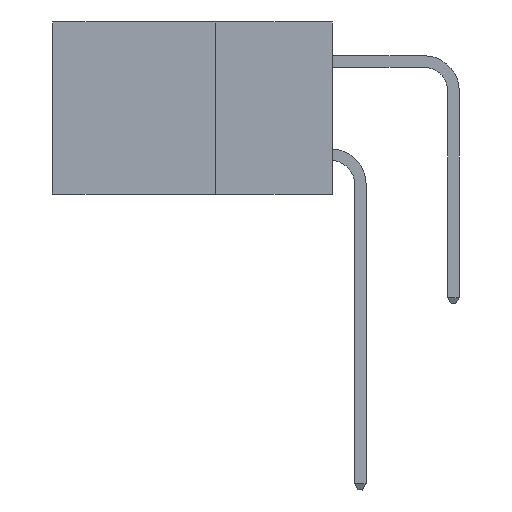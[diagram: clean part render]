
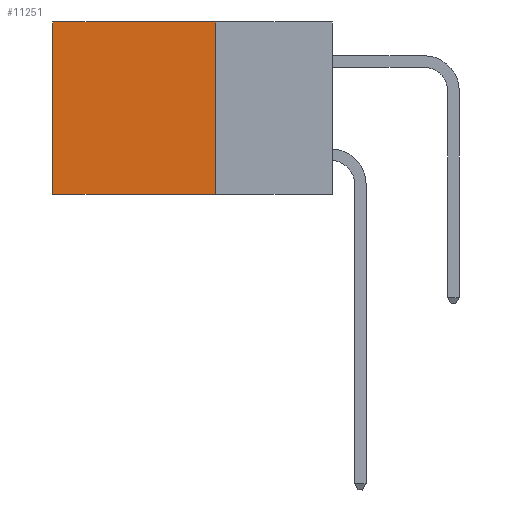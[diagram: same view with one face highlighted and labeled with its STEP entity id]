
A CAD part, left-side view. The second image highlights one B-rep face of the part: STEP entity #11251.
In plain terms, the highlighted planar face has unit normal (-1, 0, 0).
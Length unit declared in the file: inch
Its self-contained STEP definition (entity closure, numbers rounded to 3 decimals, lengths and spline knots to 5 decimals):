
#430 = ORIENTED_EDGE ( 'NONE', *, *, #1542, .T. ) ;
#892 = EDGE_CURVE ( 'NONE', #10453, #9157, #6037, .T. ) ;
#1002 = FACE_OUTER_BOUND ( 'NONE', #11584, .T. ) ;
#1081 = DIRECTION ( 'NONE',  ( 0., 1., 0. ) ) ;
#1438 = DIRECTION ( 'NONE',  ( 1., 0., 0. ) ) ;
#1542 = EDGE_CURVE ( 'NONE', #10453, #15043, #1635, .T. ) ;
#1635 = LINE ( 'NONE', #17603, #14554 ) ;
#3862 = CARTESIAN_POINT ( 'NONE',  ( 0.298, 0.25, -0.37 ) ) ;
#4229 = AXIS2_PLACEMENT_3D ( 'NONE', #8338, #1438, #5552 ) ;
#4489 = CARTESIAN_POINT ( 'NONE',  ( 0.298, 0.25, -0.37 ) ) ;
#5422 = PLANE ( 'NONE',  #4229 ) ;
#5552 = DIRECTION ( 'NONE',  ( 0., 0., -1. ) ) ;
#6037 = LINE ( 'NONE', #12033, #13221 ) ;
#6179 = ORIENTED_EDGE ( 'NONE', *, *, #11577, .T. ) ;
#6504 = CARTESIAN_POINT ( 'NONE',  ( 0.298, 0.6, -0.37 ) ) ;
#6661 = LINE ( 'NONE', #16023, #8410 ) ;
#7939 = CARTESIAN_POINT ( 'NONE',  ( 0.298, 0.25, 0. ) ) ;
#8338 = CARTESIAN_POINT ( 'NONE',  ( 0.298, 0.25, 0. ) ) ;
#8410 = VECTOR ( 'NONE', #14484, 39.37008 ) ;
#9074 = ORIENTED_EDGE ( 'NONE', *, *, #892, .F. ) ;
#9157 = VERTEX_POINT ( 'NONE', #4489 ) ;
#9548 = EDGE_CURVE ( 'NONE', #9157, #12975, #17678, .T. ) ;
#10453 = VERTEX_POINT ( 'NONE', #7939 ) ;
#11251 = ADVANCED_FACE ( 'NONE', ( #1002 ), #5422, .F. ) ;
#11577 = EDGE_CURVE ( 'NONE', #15043, #12975, #6661, .T. ) ;
#11584 = EDGE_LOOP ( 'NONE', ( #6179, #13069, #9074, #430 ) ) ;
#12033 = CARTESIAN_POINT ( 'NONE',  ( 0.298, 0.25, 0. ) ) ;
#12308 = DIRECTION ( 'NONE',  ( 0., 1., 0. ) ) ;
#12975 = VERTEX_POINT ( 'NONE', #6504 ) ;
#13069 = ORIENTED_EDGE ( 'NONE', *, *, #9548, .F. ) ;
#13221 = VECTOR ( 'NONE', #13421, 39.37008 ) ;
#13421 = DIRECTION ( 'NONE',  ( 0., 0., -1. ) ) ;
#14484 = DIRECTION ( 'NONE',  ( 0., 0., -1. ) ) ;
#14554 = VECTOR ( 'NONE', #1081, 39.37008 ) ;
#15043 = VERTEX_POINT ( 'NONE', #16198 ) ;
#16023 = CARTESIAN_POINT ( 'NONE',  ( 0.298, 0.6, 0. ) ) ;
#16198 = CARTESIAN_POINT ( 'NONE',  ( 0.298, 0.6, 0. ) ) ;
#16380 = VECTOR ( 'NONE', #12308, 39.37008 ) ;
#17603 = CARTESIAN_POINT ( 'NONE',  ( 0.298, 0.25, 0. ) ) ;
#17678 = LINE ( 'NONE', #3862, #16380 ) ;
